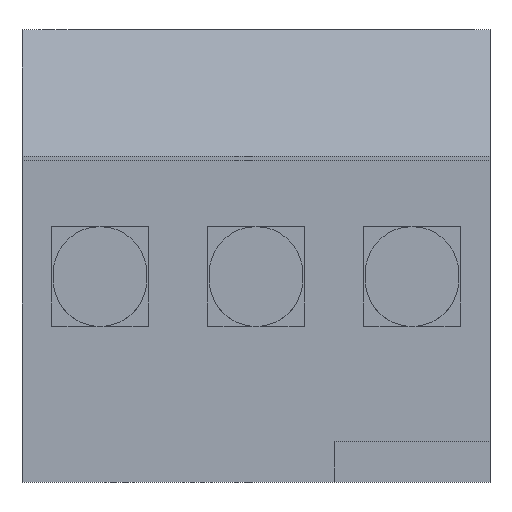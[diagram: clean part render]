
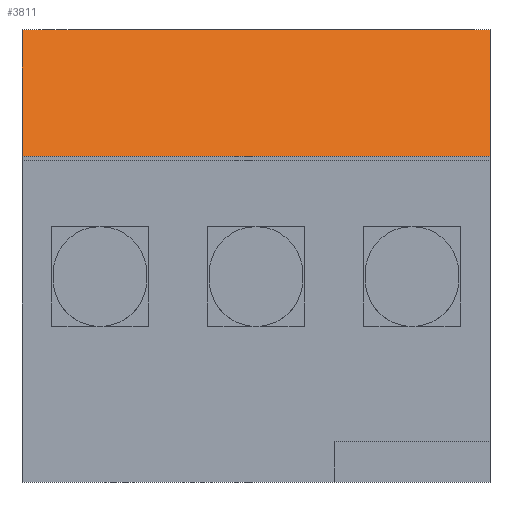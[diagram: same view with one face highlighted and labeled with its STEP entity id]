
A CAD part, front view. The second image highlights one B-rep face of the part: STEP entity #3811.
In plain terms, the highlighted planar face has unit normal (0, -0.94, 0.342).
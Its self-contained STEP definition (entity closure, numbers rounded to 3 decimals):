
#32 = PLANE('',#33);
#33 = AXIS2_PLACEMENT_3D('',#34,#35,#36);
#34 = CARTESIAN_POINT('',(-7.5,-8.425,0.05));
#35 = DIRECTION('',(-1.,0.,0.));
#36 = DIRECTION('',(0.,-1.,0.));
#85 = VERTEX_POINT('',#86);
#86 = CARTESIAN_POINT('',(-7.5,-7.147,14.55));
#100 = PLANE('',#101);
#101 = AXIS2_PLACEMENT_3D('',#102,#103,#104);
#102 = CARTESIAN_POINT('',(-2.5,-7.147,14.55));
#103 = DIRECTION('',(0.,0.,1.));
#104 = DIRECTION('',(0.,1.,0.));
#112 = EDGE_CURVE('',#113,#85,#115,.T.);
#113 = VERTEX_POINT('',#114);
#114 = CARTESIAN_POINT('',(-7.5,-8.625,10.49));
#115 = SURFACE_CURVE('',#116,(#120,#127),.PCURVE_S1.);
#116 = LINE('',#117,#118);
#117 = CARTESIAN_POINT('',(-7.5,-8.625,10.49));
#118 = VECTOR('',#119,1.);
#119 = DIRECTION('',(0.,0.342,0.94));
#120 = PCURVE('',#32,#121);
#121 = DEFINITIONAL_REPRESENTATION('',(#122),#126);
#122 = LINE('',#123,#124);
#123 = CARTESIAN_POINT('',(0.2,10.44));
#124 = VECTOR('',#125,1.);
#125 = DIRECTION('',(-0.342,0.94));
#126 = ( GEOMETRIC_REPRESENTATION_CONTEXT(2) 
PARAMETRIC_REPRESENTATION_CONTEXT() REPRESENTATION_CONTEXT('2D SPACE',''
  ) );
#127 = PCURVE('',#128,#133);
#128 = PLANE('',#129);
#129 = AXIS2_PLACEMENT_3D('',#130,#131,#132);
#130 = CARTESIAN_POINT('',(-2.5,-8.625,10.49));
#131 = DIRECTION('',(0.,-0.94,0.342));
#132 = DIRECTION('',(0.,0.342,0.94));
#133 = DEFINITIONAL_REPRESENTATION('',(#134),#138);
#134 = LINE('',#135,#136);
#135 = CARTESIAN_POINT('',(0.,5.));
#136 = VECTOR('',#137,1.);
#137 = DIRECTION('',(1.,0.));
#138 = ( GEOMETRIC_REPRESENTATION_CONTEXT(2) 
PARAMETRIC_REPRESENTATION_CONTEXT() REPRESENTATION_CONTEXT('2D SPACE',''
  ) );
#156 = PLANE('',#157);
#157 = AXIS2_PLACEMENT_3D('',#158,#159,#160);
#158 = CARTESIAN_POINT('',(-2.5,-8.625,10.35));
#159 = DIRECTION('',(0.,-1.,0.));
#160 = DIRECTION('',(0.,0.,1.));
#764 = PLANE('',#765);
#765 = AXIS2_PLACEMENT_3D('',#766,#767,#768);
#766 = CARTESIAN_POINT('',(7.5,-8.425,0.05));
#767 = DIRECTION('',(-1.,0.,0.));
#768 = DIRECTION('',(0.,-1.,0.));
#3766 = EDGE_CURVE('',#3767,#113,#3769,.T.);
#3767 = VERTEX_POINT('',#3768);
#3768 = CARTESIAN_POINT('',(7.5,-8.625,10.49));
#3769 = SURFACE_CURVE('',#3770,(#3774,#3781),.PCURVE_S1.);
#3770 = LINE('',#3771,#3772);
#3771 = CARTESIAN_POINT('',(7.5,-8.625,10.49));
#3772 = VECTOR('',#3773,1.);
#3773 = DIRECTION('',(-1.,0.,0.));
#3774 = PCURVE('',#156,#3775);
#3775 = DEFINITIONAL_REPRESENTATION('',(#3776),#3780);
#3776 = LINE('',#3777,#3778);
#3777 = CARTESIAN_POINT('',(0.14,-10.));
#3778 = VECTOR('',#3779,1.);
#3779 = DIRECTION('',(0.,1.));
#3780 = ( GEOMETRIC_REPRESENTATION_CONTEXT(2) 
PARAMETRIC_REPRESENTATION_CONTEXT() REPRESENTATION_CONTEXT('2D SPACE',''
  ) );
#3781 = PCURVE('',#128,#3782);
#3782 = DEFINITIONAL_REPRESENTATION('',(#3783),#3787);
#3783 = LINE('',#3784,#3785);
#3784 = CARTESIAN_POINT('',(0.,-10.));
#3785 = VECTOR('',#3786,1.);
#3786 = DIRECTION('',(0.,1.));
#3787 = ( GEOMETRIC_REPRESENTATION_CONTEXT(2) 
PARAMETRIC_REPRESENTATION_CONTEXT() REPRESENTATION_CONTEXT('2D SPACE',''
  ) );
#3811 = ADVANCED_FACE('',(#3812),#128,.T.);
#3812 = FACE_BOUND('',#3813,.F.);
#3813 = EDGE_LOOP('',(#3814,#3837,#3858,#3859));
#3814 = ORIENTED_EDGE('',*,*,#3815,.F.);
#3815 = EDGE_CURVE('',#3816,#85,#3818,.T.);
#3816 = VERTEX_POINT('',#3817);
#3817 = CARTESIAN_POINT('',(7.5,-7.147,14.55));
#3818 = SURFACE_CURVE('',#3819,(#3823,#3830),.PCURVE_S1.);
#3819 = LINE('',#3820,#3821);
#3820 = CARTESIAN_POINT('',(7.5,-7.147,14.55));
#3821 = VECTOR('',#3822,1.);
#3822 = DIRECTION('',(-1.,0.,0.));
#3823 = PCURVE('',#128,#3824);
#3824 = DEFINITIONAL_REPRESENTATION('',(#3825),#3829);
#3825 = LINE('',#3826,#3827);
#3826 = CARTESIAN_POINT('',(4.321,-10.));
#3827 = VECTOR('',#3828,1.);
#3828 = DIRECTION('',(0.,1.));
#3829 = ( GEOMETRIC_REPRESENTATION_CONTEXT(2) 
PARAMETRIC_REPRESENTATION_CONTEXT() REPRESENTATION_CONTEXT('2D SPACE',''
  ) );
#3830 = PCURVE('',#100,#3831);
#3831 = DEFINITIONAL_REPRESENTATION('',(#3832),#3836);
#3832 = LINE('',#3833,#3834);
#3833 = CARTESIAN_POINT('',(0.,-10.));
#3834 = VECTOR('',#3835,1.);
#3835 = DIRECTION('',(0.,1.));
#3836 = ( GEOMETRIC_REPRESENTATION_CONTEXT(2) 
PARAMETRIC_REPRESENTATION_CONTEXT() REPRESENTATION_CONTEXT('2D SPACE',''
  ) );
#3837 = ORIENTED_EDGE('',*,*,#3838,.F.);
#3838 = EDGE_CURVE('',#3767,#3816,#3839,.T.);
#3839 = SURFACE_CURVE('',#3840,(#3844,#3851),.PCURVE_S1.);
#3840 = LINE('',#3841,#3842);
#3841 = CARTESIAN_POINT('',(7.5,-8.625,10.49));
#3842 = VECTOR('',#3843,1.);
#3843 = DIRECTION('',(0.,0.342,0.94));
#3844 = PCURVE('',#128,#3845);
#3845 = DEFINITIONAL_REPRESENTATION('',(#3846),#3850);
#3846 = LINE('',#3847,#3848);
#3847 = CARTESIAN_POINT('',(0.,-10.));
#3848 = VECTOR('',#3849,1.);
#3849 = DIRECTION('',(1.,0.));
#3850 = ( GEOMETRIC_REPRESENTATION_CONTEXT(2) 
PARAMETRIC_REPRESENTATION_CONTEXT() REPRESENTATION_CONTEXT('2D SPACE',''
  ) );
#3851 = PCURVE('',#764,#3852);
#3852 = DEFINITIONAL_REPRESENTATION('',(#3853),#3857);
#3853 = LINE('',#3854,#3855);
#3854 = CARTESIAN_POINT('',(0.2,10.44));
#3855 = VECTOR('',#3856,1.);
#3856 = DIRECTION('',(-0.342,0.94));
#3857 = ( GEOMETRIC_REPRESENTATION_CONTEXT(2) 
PARAMETRIC_REPRESENTATION_CONTEXT() REPRESENTATION_CONTEXT('2D SPACE',''
  ) );
#3858 = ORIENTED_EDGE('',*,*,#3766,.T.);
#3859 = ORIENTED_EDGE('',*,*,#112,.T.);
